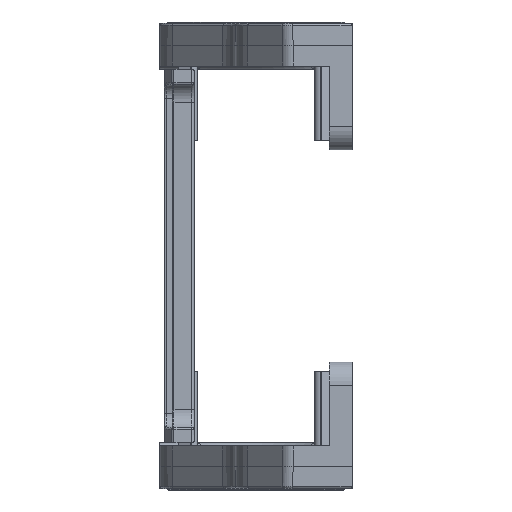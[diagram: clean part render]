
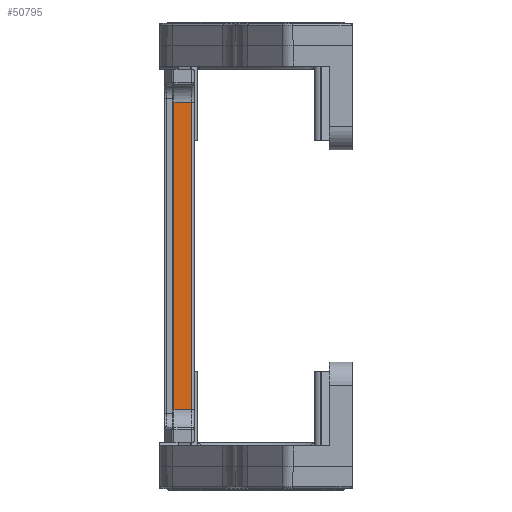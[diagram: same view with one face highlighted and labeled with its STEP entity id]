
A CAD part, left-side view. The second image highlights one B-rep face of the part: STEP entity #50795.
In plain terms, the highlighted planar face has unit normal (-1, 0, 0).
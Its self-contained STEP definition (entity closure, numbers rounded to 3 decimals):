
#391 = VERTEX_POINT ( 'NONE', #75245 ) ;
#862 = DIRECTION ( 'NONE',  ( 0., 1., 0. ) ) ;
#1281 = VECTOR ( 'NONE', #2659, 1000. ) ;
#2659 = DIRECTION ( 'NONE',  ( 0., 0., 1. ) ) ;
#3316 = EDGE_CURVE ( 'NONE', #391, #45469, #17296, .T. ) ;
#5314 = EDGE_CURVE ( 'NONE', #58103, #45469, #48210, .T. ) ;
#6160 = CARTESIAN_POINT ( 'NONE',  ( -109.421, -80.895, 31.392 ) ) ;
#7585 = EDGE_LOOP ( 'NONE', ( #39784, #45290, #45236, #40531 ) ) ;
#10115 = EDGE_CURVE ( 'NONE', #58065, #58103, #30399, .T. ) ;
#11485 = EDGE_CURVE ( 'NONE', #391, #58065, #61280, .T. ) ;
#12796 = VECTOR ( 'NONE', #41722, 1000. ) ;
#12999 = PLANE ( 'NONE',  #13402 ) ;
#13402 = AXIS2_PLACEMENT_3D ( 'NONE', #30736, #48257, #30232 ) ;
#17296 = LINE ( 'NONE', #6160, #12796 ) ;
#20411 = CARTESIAN_POINT ( 'NONE',  ( -109.421, 13.766, 57.548 ) ) ;
#22157 = CARTESIAN_POINT ( 'NONE',  ( -109.421, 17.592, 97.408 ) ) ;
#23668 = VECTOR ( 'NONE', #33305, 1000. ) ;
#30232 = DIRECTION ( 'NONE',  ( 0., 0., 1. ) ) ;
#30399 = LINE ( 'NONE', #42009, #55903 ) ;
#30736 = CARTESIAN_POINT ( 'NONE',  ( -109.421, -80.895, -36.01 ) ) ;
#32585 = CARTESIAN_POINT ( 'NONE',  ( -109.421, 13.766, 97.408 ) ) ;
#33305 = DIRECTION ( 'NONE',  ( 0., 0., -1. ) ) ;
#37001 = FACE_OUTER_BOUND ( 'NONE', #7585, .T. ) ;
#39784 = ORIENTED_EDGE ( 'NONE', *, *, #11485, .T. ) ;
#40531 = ORIENTED_EDGE ( 'NONE', *, *, #3316, .F. ) ;
#41722 = DIRECTION ( 'NONE',  ( 0., 1., 0. ) ) ;
#42009 = CARTESIAN_POINT ( 'NONE',  ( -109.421, -80.895, 97.408 ) ) ;
#45236 = ORIENTED_EDGE ( 'NONE', *, *, #5314, .T. ) ;
#45290 = ORIENTED_EDGE ( 'NONE', *, *, #10115, .T. ) ;
#45469 = VERTEX_POINT ( 'NONE', #75074 ) ;
#48210 = LINE ( 'NONE', #62008, #23668 ) ;
#48257 = DIRECTION ( 'NONE',  ( -1., 0., 0. ) ) ;
#50795 = ADVANCED_FACE ( 'NONE', ( #37001 ), #12999, .T. ) ;
#55903 = VECTOR ( 'NONE', #862, 1000. ) ;
#58065 = VERTEX_POINT ( 'NONE', #32585 ) ;
#58103 = VERTEX_POINT ( 'NONE', #22157 ) ;
#61280 = LINE ( 'NONE', #20411, #1281 ) ;
#62008 = CARTESIAN_POINT ( 'NONE',  ( -109.421, 17.592, -36.01 ) ) ;
#75074 = CARTESIAN_POINT ( 'NONE',  ( -109.421, 17.592, 31.392 ) ) ;
#75245 = CARTESIAN_POINT ( 'NONE',  ( -109.421, 13.766, 31.392 ) ) ;
